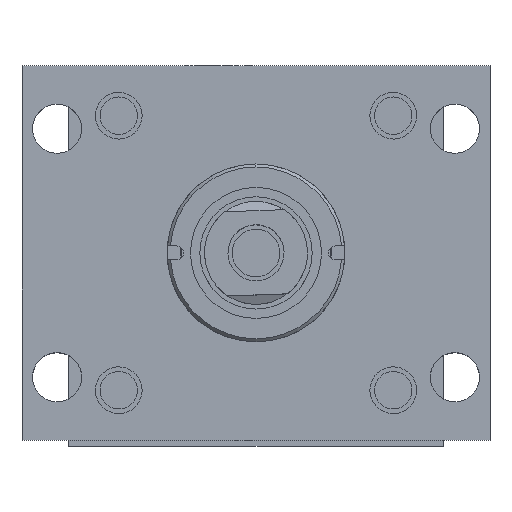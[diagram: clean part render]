
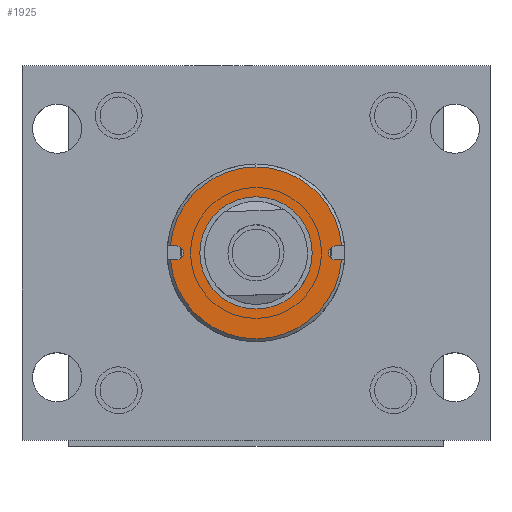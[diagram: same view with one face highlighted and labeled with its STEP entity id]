
A CAD part, top view. The second image highlights one B-rep face of the part: STEP entity #1925.
In plain terms, the highlighted face is planar.
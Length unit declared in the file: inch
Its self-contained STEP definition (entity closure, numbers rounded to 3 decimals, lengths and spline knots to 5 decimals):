
#273 = CARTESIAN_POINT ( 'NONE',  ( 9.17484, 17.52594, 0.094 ) ) ;
#378 = VERTEX_POINT ( 'NONE', #537 ) ;
#410 = DIRECTION ( 'NONE',  ( 0., 0., -1. ) ) ;
#420 = EDGE_LOOP ( 'NONE', ( #2420, #9218 ) ) ;
#452 = DIRECTION ( 'NONE',  ( -1., 0., 0. ) ) ;
#537 = CARTESIAN_POINT ( 'NONE',  ( 9.17484, 16.3823, -0.75 ) ) ;
#597 = DIRECTION ( 'NONE',  ( 0., 0., -1. ) ) ;
#660 = LINE ( 'NONE', #9224, #4560 ) ;
#678 = DIRECTION ( 'NONE',  ( 0., 1., 0. ) ) ;
#716 = DIRECTION ( 'NONE',  ( 0., 0., -1. ) ) ;
#818 = VERTEX_POINT ( 'NONE', #273 ) ;
#830 = EDGE_CURVE ( 'NONE', #5191, #2557, #5998, .T. ) ;
#931 = LINE ( 'NONE', #8606, #2976 ) ;
#934 = CIRCLE ( 'NONE', #6614, 0.094 ) ;
#938 = CARTESIAN_POINT ( 'NONE',  ( 9.17484, 16.3823, 0. ) ) ;
#1018 = CIRCLE ( 'NONE', #1045, 1.1475 ) ;
#1045 = AXIS2_PLACEMENT_3D ( 'NONE', #5696, #3474, #9303 ) ;
#1065 = ORIENTED_EDGE ( 'NONE', *, *, #2575, .T. ) ;
#1266 = DIRECTION ( 'NONE',  ( 0., -1., 0. ) ) ;
#1358 = FACE_OUTER_BOUND ( 'NONE', #5063, .T. ) ;
#1478 = CARTESIAN_POINT ( 'NONE',  ( 9.17484, 17.5298, 0. ) ) ;
#1591 = CARTESIAN_POINT ( 'NONE',  ( 9.17484, 17.4443, -0.094 ) ) ;
#1803 = ORIENTED_EDGE ( 'NONE', *, *, #6090, .F. ) ;
#1925 = ADVANCED_FACE ( 'NONE', ( #4083, #1358 ), #4342, .F. ) ;
#2021 = AXIS2_PLACEMENT_3D ( 'NONE', #938, #7457, #8080 ) ;
#2032 = CARTESIAN_POINT ( 'NONE',  ( 9.17484, 17.5298, 0.094 ) ) ;
#2177 = DIRECTION ( 'NONE',  ( 0., 1., 0. ) ) ;
#2420 = ORIENTED_EDGE ( 'NONE', *, *, #5375, .F. ) ;
#2468 = EDGE_CURVE ( 'NONE', #7812, #6588, #660, .T. ) ;
#2557 = VERTEX_POINT ( 'NONE', #5151 ) ;
#2575 = EDGE_CURVE ( 'NONE', #7812, #818, #7417, .T. ) ;
#2705 = DIRECTION ( 'NONE',  ( 0., 0., 1. ) ) ;
#2778 = VERTEX_POINT ( 'NONE', #3072 ) ;
#2877 = CARTESIAN_POINT ( 'NONE',  ( 9.17484, 16.3823, 0. ) ) ;
#2973 = AXIS2_PLACEMENT_3D ( 'NONE', #1478, #6527, #716 ) ;
#2976 = VECTOR ( 'NONE', #3627, 39.37008 ) ;
#3065 = CARTESIAN_POINT ( 'NONE',  ( 9.17484, 15.23865, 0.094 ) ) ;
#3072 = CARTESIAN_POINT ( 'NONE',  ( 9.17484, 16.3823, 0.75 ) ) ;
#3129 = EDGE_CURVE ( 'NONE', #7033, #5191, #6499, .T. ) ;
#3232 = CARTESIAN_POINT ( 'NONE',  ( 9.17484, 16.3823, -1.1475 ) ) ;
#3371 = CARTESIAN_POINT ( 'NONE',  ( 9.17484, 17.4443, 0. ) ) ;
#3468 = DIRECTION ( 'NONE',  ( 1., 0., 0. ) ) ;
#3474 = DIRECTION ( 'NONE',  ( -1., 0., 0. ) ) ;
#3482 = ORIENTED_EDGE ( 'NONE', *, *, #830, .T. ) ;
#3627 = DIRECTION ( 'NONE',  ( 0., -1., 0. ) ) ;
#3657 = CIRCLE ( 'NONE', #2021, 0.75 ) ;
#3759 = DIRECTION ( 'NONE',  ( 0., 0., 1. ) ) ;
#4009 = CIRCLE ( 'NONE', #6601, 0.75 ) ;
#4029 = DIRECTION ( 'NONE',  ( 1., 0., 0. ) ) ;
#4083 = FACE_BOUND ( 'NONE', #420, .T. ) ;
#4321 = CARTESIAN_POINT ( 'NONE',  ( 9.17484, 17.4443, 0.094 ) ) ;
#4342 = PLANE ( 'NONE',  #2973 ) ;
#4355 = CARTESIAN_POINT ( 'NONE',  ( 9.17484, 16.3823, 0. ) ) ;
#4501 = ORIENTED_EDGE ( 'NONE', *, *, #6867, .T. ) ;
#4560 = VECTOR ( 'NONE', #678, 39.37008 ) ;
#4585 = CARTESIAN_POINT ( 'NONE',  ( 9.17484, 17.52594, -0.094 ) ) ;
#4649 = EDGE_CURVE ( 'NONE', #378, #2778, #4009, .T. ) ;
#5063 = EDGE_LOOP ( 'NONE', ( #8628, #8205, #3482, #8207, #5428, #1065, #4501, #8859, #1803 ) ) ;
#5151 = CARTESIAN_POINT ( 'NONE',  ( 9.17484, 15.3203, -0.094 ) ) ;
#5154 = AXIS2_PLACEMENT_3D ( 'NONE', #4355, #452, #2705 ) ;
#5191 = VERTEX_POINT ( 'NONE', #9243 ) ;
#5375 = EDGE_CURVE ( 'NONE', #2778, #378, #3657, .T. ) ;
#5428 = ORIENTED_EDGE ( 'NONE', *, *, #2468, .F. ) ;
#5495 = VERTEX_POINT ( 'NONE', #4321 ) ;
#5681 = AXIS2_PLACEMENT_3D ( 'NONE', #7962, #5868, #3759 ) ;
#5696 = CARTESIAN_POINT ( 'NONE',  ( 9.17484, 16.3823, 0. ) ) ;
#5868 = DIRECTION ( 'NONE',  ( -1., 0., 0. ) ) ;
#5998 = LINE ( 'NONE', #7252, #7563 ) ;
#6090 = EDGE_CURVE ( 'NONE', #8906, #8406, #931, .T. ) ;
#6499 = CIRCLE ( 'NONE', #5154, 1.1475 ) ;
#6527 = DIRECTION ( 'NONE',  ( 1., 0., 0. ) ) ;
#6588 = VERTEX_POINT ( 'NONE', #6989 ) ;
#6601 = AXIS2_PLACEMENT_3D ( 'NONE', #2877, #7905, #9344 ) ;
#6614 = AXIS2_PLACEMENT_3D ( 'NONE', #7301, #3468, #597 ) ;
#6696 = EDGE_CURVE ( 'NONE', #5495, #8406, #9148, .T. ) ;
#6867 = EDGE_CURVE ( 'NONE', #818, #5495, #7911, .T. ) ;
#6989 = CARTESIAN_POINT ( 'NONE',  ( 9.17484, 15.3203, 0.094 ) ) ;
#7033 = VERTEX_POINT ( 'NONE', #3232 ) ;
#7252 = CARTESIAN_POINT ( 'NONE',  ( 9.17484, 17.5298, -0.094 ) ) ;
#7279 = EDGE_CURVE ( 'NONE', #2557, #6588, #934, .T. ) ;
#7301 = CARTESIAN_POINT ( 'NONE',  ( 9.17484, 15.3203, 0. ) ) ;
#7417 = CIRCLE ( 'NONE', #5681, 1.1475 ) ;
#7457 = DIRECTION ( 'NONE',  ( -1., 0., 0. ) ) ;
#7563 = VECTOR ( 'NONE', #2177, 39.37008 ) ;
#7625 = AXIS2_PLACEMENT_3D ( 'NONE', #3371, #4029, #410 ) ;
#7812 = VERTEX_POINT ( 'NONE', #3065 ) ;
#7905 = DIRECTION ( 'NONE',  ( -1., 0., 0. ) ) ;
#7911 = LINE ( 'NONE', #2032, #8347 ) ;
#7962 = CARTESIAN_POINT ( 'NONE',  ( 9.17484, 16.3823, 0. ) ) ;
#8080 = DIRECTION ( 'NONE',  ( 0., 0., 1. ) ) ;
#8205 = ORIENTED_EDGE ( 'NONE', *, *, #3129, .T. ) ;
#8207 = ORIENTED_EDGE ( 'NONE', *, *, #7279, .T. ) ;
#8347 = VECTOR ( 'NONE', #1266, 39.37008 ) ;
#8406 = VERTEX_POINT ( 'NONE', #1591 ) ;
#8606 = CARTESIAN_POINT ( 'NONE',  ( 9.17484, 17.5298, -0.094 ) ) ;
#8628 = ORIENTED_EDGE ( 'NONE', *, *, #9266, .T. ) ;
#8859 = ORIENTED_EDGE ( 'NONE', *, *, #6696, .T. ) ;
#8906 = VERTEX_POINT ( 'NONE', #4585 ) ;
#9148 = CIRCLE ( 'NONE', #7625, 0.094 ) ;
#9218 = ORIENTED_EDGE ( 'NONE', *, *, #4649, .F. ) ;
#9224 = CARTESIAN_POINT ( 'NONE',  ( 9.17484, 17.5298, 0.094 ) ) ;
#9243 = CARTESIAN_POINT ( 'NONE',  ( 9.17484, 15.23865, -0.094 ) ) ;
#9266 = EDGE_CURVE ( 'NONE', #8906, #7033, #1018, .T. ) ;
#9303 = DIRECTION ( 'NONE',  ( 0., 0., 1. ) ) ;
#9344 = DIRECTION ( 'NONE',  ( 0., 0., 1. ) ) ;
